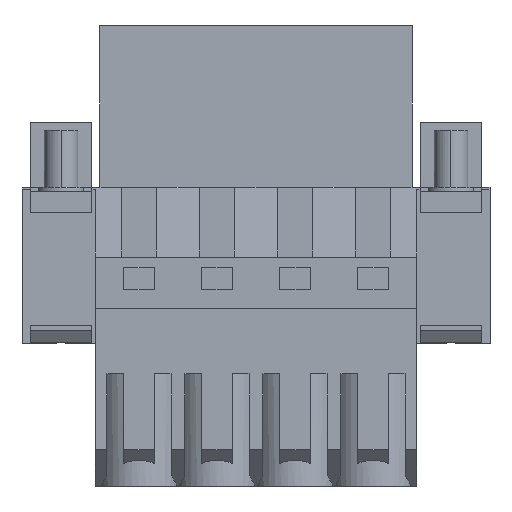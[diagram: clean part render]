
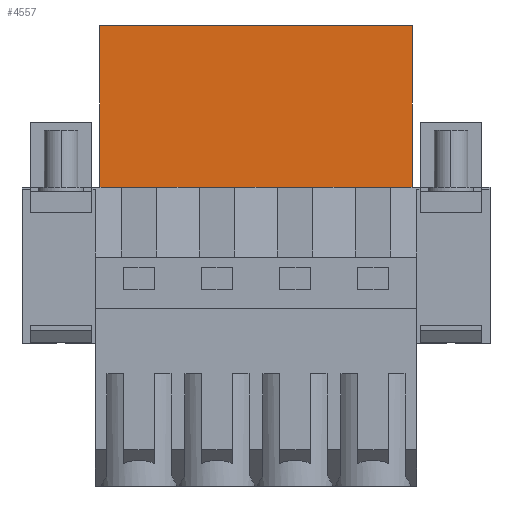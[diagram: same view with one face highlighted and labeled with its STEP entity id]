
A CAD part, front view. The second image highlights one B-rep face of the part: STEP entity #4557.
In plain terms, the highlighted planar face has unit normal (0, -1, 0).
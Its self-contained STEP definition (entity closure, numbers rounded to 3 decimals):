
#4539=AXIS2_PLACEMENT_3D('Plane Axis2P3D',#4536,#4537,#4538) ;
#2544=CARTESIAN_POINT('Line Origine',(22.86,3.,29.207)) ;
#2548=CARTESIAN_POINT('Vertex',(38.114,3.,29.207)) ;
#2550=CARTESIAN_POINT('Vertex',(7.606,3.,29.207)) ;
#2846=CARTESIAN_POINT('Vertex',(7.606,3.,45.007)) ;
#2849=CARTESIAN_POINT('Line Origine',(22.86,3.,45.007)) ;
#2853=CARTESIAN_POINT('Vertex',(38.114,3.,45.007)) ;
#4536=CARTESIAN_POINT('Axis2P3D Location',(38.55,3.,29.207)) ;
#4541=CARTESIAN_POINT('Line Origine',(7.606,3.,37.107)) ;
#4546=CARTESIAN_POINT('Line Origine',(38.114,3.,37.107)) ;
#2545=DIRECTION('Vector Direction',(-1.,0.,0.)) ;
#2850=DIRECTION('Vector Direction',(-1.,0.,0.)) ;
#4537=DIRECTION('Axis2P3D Direction',(0.,-1.,0.)) ;
#4538=DIRECTION('Axis2P3D XDirection',(0.,0.,1.)) ;
#4542=DIRECTION('Vector Direction',(0.,0.,-1.)) ;
#4547=DIRECTION('Vector Direction',(0.,0.,-1.)) ;
#2546=VECTOR('Line Direction',#2545,1.) ;
#2851=VECTOR('Line Direction',#2850,1.) ;
#4543=VECTOR('Line Direction',#4542,1.) ;
#4548=VECTOR('Line Direction',#4547,1.) ;
#4552=ORIENTED_EDGE('',*,*,#2855,.T.) ;
#4553=ORIENTED_EDGE('',*,*,#4545,.T.) ;
#4554=ORIENTED_EDGE('',*,*,#2552,.F.) ;
#4555=ORIENTED_EDGE('',*,*,#4550,.F.) ;
#4557=ADVANCED_FACE('HOUSING',(#4556),#4540,.T.) ;
#2552=EDGE_CURVE('',#2549,#2551,#2547,.T.) ;
#2855=EDGE_CURVE('',#2854,#2847,#2852,.T.) ;
#4545=EDGE_CURVE('',#2847,#2551,#4544,.T.) ;
#4550=EDGE_CURVE('',#2854,#2549,#4549,.T.) ;
#4551=EDGE_LOOP('',(#4552,#4553,#4554,#4555)) ;
#4556=FACE_OUTER_BOUND('',#4551,.T.) ;
#2547=LINE('Line',#2544,#2546) ;
#2852=LINE('Line',#2849,#2851) ;
#4544=LINE('Line',#4541,#4543) ;
#4549=LINE('Line',#4546,#4548) ;
#4540=PLANE('',#4539) ;
#2549=VERTEX_POINT('',#2548) ;
#2551=VERTEX_POINT('',#2550) ;
#2847=VERTEX_POINT('',#2846) ;
#2854=VERTEX_POINT('',#2853) ;
